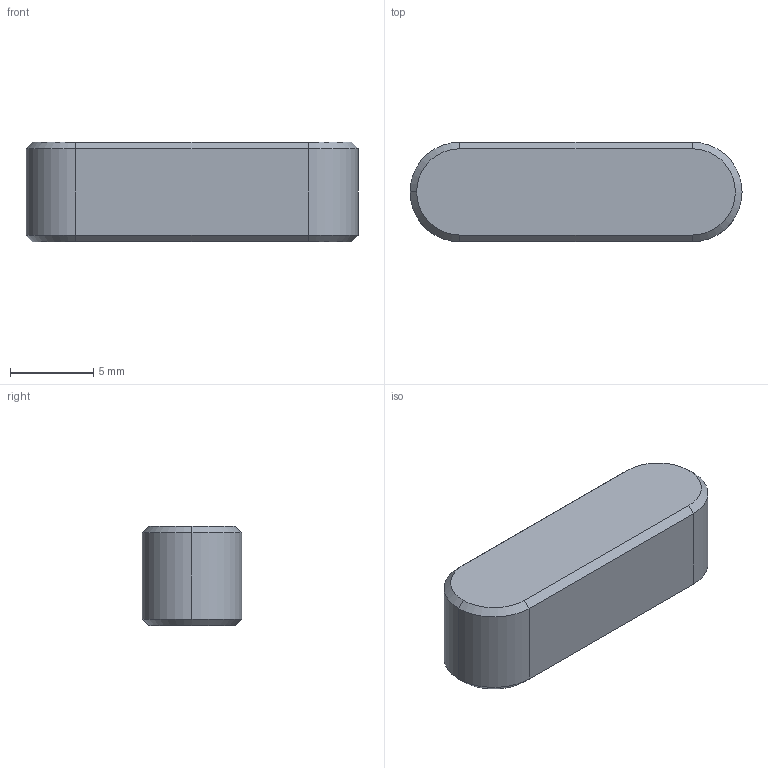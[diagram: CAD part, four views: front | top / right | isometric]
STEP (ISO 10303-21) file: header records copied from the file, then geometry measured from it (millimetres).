
FILE_DESCRIPTION (( 'STEP AP203' ), '1' );
FILE_NAME ('Clavette_roue_dentée_9.STEP', '2024-01-12T15:04:25', ( '' ), ( '' ), 'SwSTEP 2.0', 'SolidWorks 2022', '' );
FILE_SCHEMA (( 'CONFIG_CONTROL_DESIGN' ));
Length unit declared in the file: millimetre
Products named in the file (1): Clavette_roue_dentée_9
Bounding box: 20 x 6 x 6 mm (x, y, z)
Volume: 666.3 mm3; surface area: 483.3 mm2
Topology: 1 solids, 1 shells, 18 faces, 38 edges, 22 vertices
Faces by surface type: plane 8, cone 6, cylinder 4
Entity records: 553 total; most frequent: DIRECTION 90, CARTESIAN_POINT 79, ORIENTED_EDGE 76, EDGE_CURVE 38, AXIS2_PLACEMENT_3D 33, LINE 24, VECTOR 24, VERTEX_POINT 22
